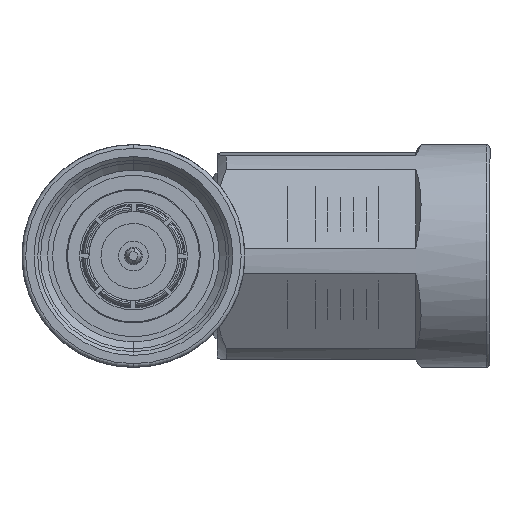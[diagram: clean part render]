
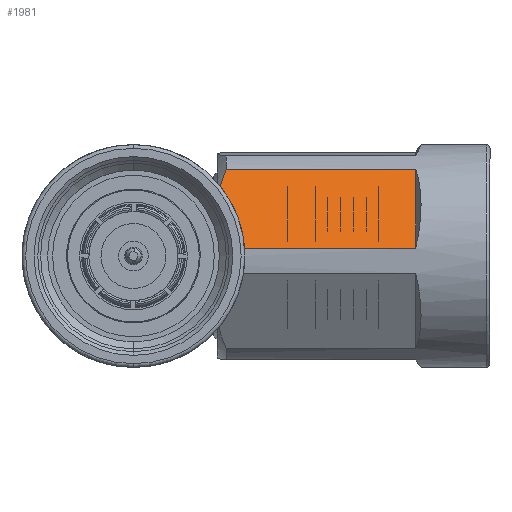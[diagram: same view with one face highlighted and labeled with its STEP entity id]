
A CAD part, left-side view. The second image highlights one B-rep face of the part: STEP entity #1981.
In plain terms, the highlighted face is planar.
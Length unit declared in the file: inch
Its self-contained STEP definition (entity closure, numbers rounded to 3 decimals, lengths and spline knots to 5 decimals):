
#5 = VECTOR ( 'NONE', #8556, 39.37008 ) ;
#392 = ORIENTED_EDGE ( 'NONE', *, *, #4274, .T. ) ;
#458 = DIRECTION ( 'NONE',  ( -1., 0., 0. ) ) ;
#761 = CARTESIAN_POINT ( 'NONE',  ( 0.40551, -0.19203, -0.10006 ) ) ;
#1005 = CARTESIAN_POINT ( 'NONE',  ( -0.01575, -0.14841, -0.18378 ) ) ;
#1399 = VECTOR ( 'NONE', #458, 39.37008 ) ;
#1512 = B_SPLINE_CURVE_WITH_KNOTS ( 'NONE', 3,
 ( #12782, #6664, #11974, #3578, #7656, #5641, #3642, #6728, #9932, #6860, #761 ),
 .UNSPECIFIED., .F., .F.,
 ( 4, 1, 1, 1, 2, 2, 4 ),
 ( 0., 0.25, 0.375, 0.4375, 0.46875, 0.5, 1. ),
 .UNSPECIFIED. ) ;
#1545 = CARTESIAN_POINT ( 'NONE',  ( -0.17323, -0.23565, -0.01634 ) ) ;
#1597 = LINE ( 'NONE', #10512, #5 ) ;
#1901 = CARTESIAN_POINT ( 'NONE',  ( 0.40551, -0.19568, -0.09306 ) ) ;
#1981 = ADVANCED_FACE ( 'NONE', ( #8016 ), #12323, .F. ) ;
#2045 = EDGE_CURVE ( 'NONE', #8192, #5996, #1512, .T. ) ;
#2174 = CARTESIAN_POINT ( 'NONE',  ( -0.17323, -0.14841, -0.18378 ) ) ;
#2496 = DIRECTION ( 'NONE',  ( 1., 0., 0. ) ) ;
#2994 = ORIENTED_EDGE ( 'NONE', *, *, #12228, .T. ) ;
#3578 = CARTESIAN_POINT ( 'NONE',  ( 0.39703, -0.16368, -0.15448 ) ) ;
#3642 = CARTESIAN_POINT ( 'NONE',  ( 0.3998, -0.1689, -0.14445 ) ) ;
#3657 = ORIENTED_EDGE ( 'NONE', *, *, #6485, .T. ) ;
#3678 = VERTEX_POINT ( 'NONE', #11939 ) ;
#4274 = EDGE_CURVE ( 'NONE', #7646, #8192, #9648, .T. ) ;
#4700 = ORIENTED_EDGE ( 'NONE', *, *, #2045, .T. ) ;
#4981 = DIRECTION ( 'NONE',  ( 1., 0., 0. ) ) ;
#5183 = CARTESIAN_POINT ( 'NONE',  ( -0.01575, -0.37396, 0.24909 ) ) ;
#5205 = EDGE_LOOP ( 'NONE', ( #392, #4700, #7581, #3657, #2994 ) ) ;
#5385 = VECTOR ( 'NONE', #2496, 39.37008 ) ;
#5572 = CARTESIAN_POINT ( 'NONE',  ( 0.38583, -0.14841, -0.18378 ) ) ;
#5641 = CARTESIAN_POINT ( 'NONE',  ( 0.39937, -0.16803, -0.14612 ) ) ;
#5996 = VERTEX_POINT ( 'NONE', #9819 ) ;
#6038 = CARTESIAN_POINT ( 'NONE',  ( 0.38583, -0.23565, -0.01634 ) ) ;
#6451 = VERTEX_POINT ( 'NONE', #12554 ) ;
#6485 = EDGE_CURVE ( 'NONE', #6451, #3678, #7428, .T. ) ;
#6664 = CARTESIAN_POINT ( 'NONE',  ( 0.389, -0.15207, -0.17674 ) ) ;
#6728 = CARTESIAN_POINT ( 'NONE',  ( 0.39999, -0.16929, -0.1437 ) ) ;
#6860 = CARTESIAN_POINT ( 'NONE',  ( 0.40551, -0.18469, -0.11414 ) ) ;
#6994 = CARTESIAN_POINT ( 'NONE',  ( 0.40068, -0.21328, -0.05928 ) ) ;
#7428 = LINE ( 'NONE', #1545, #1399 ) ;
#7581 = ORIENTED_EDGE ( 'NONE', *, *, #13095, .T. ) ;
#7646 = VERTEX_POINT ( 'NONE', #1005 ) ;
#7656 = CARTESIAN_POINT ( 'NONE',  ( 0.39871, -0.16673, -0.14861 ) ) ;
#7992 = CARTESIAN_POINT ( 'NONE',  ( 0.4011, -0.21234, -0.06107 ) ) ;
#8016 = FACE_OUTER_BOUND ( 'NONE', #5205, .T. ) ;
#8067 = CARTESIAN_POINT ( 'NONE',  ( 0.40294, -0.20768, -0.07002 ) ) ;
#8192 = VERTEX_POINT ( 'NONE', #5572 ) ;
#8556 = DIRECTION ( 'NONE',  ( 0., 0.462, -0.887 ) ) ;
#8642 = AXIS2_PLACEMENT_3D ( 'NONE', #5183, #9271, #4981 ) ;
#8958 = B_SPLINE_CURVE_WITH_KNOTS ( 'NONE', 3,
 ( #8999, #1901, #13117, #8067, #9183, #7992, #6994, #9248, #12175, #9123, #6038 ),
 .UNSPECIFIED., .F., .F.,
 ( 4, 1, 1, 1, 2, 2, 4 ),
 ( 0., 0.25, 0.375, 0.4375, 0.46875, 0.5, 1. ),
 .UNSPECIFIED. ) ;
#8999 = CARTESIAN_POINT ( 'NONE',  ( 0.40551, -0.19203, -0.10006 ) ) ;
#9123 = CARTESIAN_POINT ( 'NONE',  ( 0.39221, -0.22828, -0.0305 ) ) ;
#9183 = CARTESIAN_POINT ( 'NONE',  ( 0.40169, -0.21094, -0.06376 ) ) ;
#9248 = CARTESIAN_POINT ( 'NONE',  ( 0.40046, -0.21378, -0.05831 ) ) ;
#9271 = DIRECTION ( 'NONE',  ( 0., 0.887, 0.462 ) ) ;
#9648 = LINE ( 'NONE', #2174, #5385 ) ;
#9819 = CARTESIAN_POINT ( 'NONE',  ( 0.40551, -0.19203, -0.10006 ) ) ;
#9932 = CARTESIAN_POINT ( 'NONE',  ( 0.40375, -0.17727, -0.12839 ) ) ;
#10512 = CARTESIAN_POINT ( 'NONE',  ( -0.01575, -0.37396, 0.24909 ) ) ;
#11939 = CARTESIAN_POINT ( 'NONE',  ( -0.01575, -0.23565, -0.01634 ) ) ;
#11974 = CARTESIAN_POINT ( 'NONE',  ( 0.39318, -0.15749, -0.16634 ) ) ;
#12175 = CARTESIAN_POINT ( 'NONE',  ( 0.39702, -0.22113, -0.04421 ) ) ;
#12228 = EDGE_CURVE ( 'NONE', #3678, #7646, #1597, .T. ) ;
#12323 = PLANE ( 'NONE',  #8642 ) ;
#12554 = CARTESIAN_POINT ( 'NONE',  ( 0.38583, -0.23565, -0.01634 ) ) ;
#12782 = CARTESIAN_POINT ( 'NONE',  ( 0.38583, -0.14841, -0.18378 ) ) ;
#13095 = EDGE_CURVE ( 'NONE', #5996, #6451, #8958, .T. ) ;
#13117 = CARTESIAN_POINT ( 'NONE',  ( 0.40485, -0.20119, -0.08248 ) ) ;
